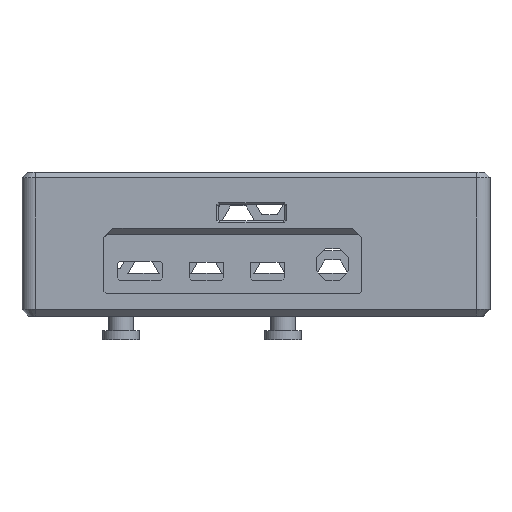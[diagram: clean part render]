
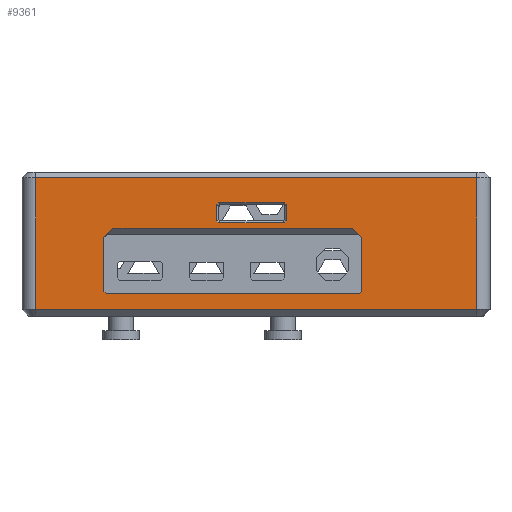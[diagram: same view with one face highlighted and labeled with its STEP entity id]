
A CAD part, front view. The second image highlights one B-rep face of the part: STEP entity #9361.
In plain terms, the highlighted planar face has unit normal (0, -1, 0).
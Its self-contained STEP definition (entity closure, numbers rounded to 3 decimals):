
#75=FACE_BOUND('',#1343,.T.);
#76=FACE_BOUND('',#1344,.T.);
#393=PLANE('',#9886);
#840=FACE_OUTER_BOUND('',#1342,.T.);
#1342=EDGE_LOOP('',(#7520,#7521,#7522,#7523));
#1343=EDGE_LOOP('',(#7524,#7525,#7526,#7527,#7528,#7529,#7530,#7531));
#1344=EDGE_LOOP('',(#7532,#7533,#7534,#7535,#7536,#7537,#7538,#7539));
#1819=LINE('',#12741,#3075);
#1869=LINE('',#12891,#3125);
#2412=LINE('',#14045,#3668);
#2415=LINE('',#14050,#3671);
#2418=LINE('',#14056,#3674);
#2422=LINE('',#14063,#3678);
#2424=LINE('',#14067,#3680);
#2426=LINE('',#14071,#3682);
#2428=LINE('',#14075,#3684);
#2430=LINE('',#14078,#3686);
#2431=LINE('',#14081,#3687);
#2432=LINE('',#14082,#3688);
#2433=LINE('',#14085,#3689);
#2434=LINE('',#14087,#3690);
#2435=LINE('',#14089,#3691);
#2436=LINE('',#14091,#3692);
#2437=LINE('',#14093,#3693);
#2438=LINE('',#14095,#3694);
#2439=LINE('',#14097,#3695);
#2440=LINE('',#14098,#3696);
#3075=VECTOR('',#10310,10.);
#3125=VECTOR('',#10438,27.);
#3668=VECTOR('',#11399,10.);
#3671=VECTOR('',#11404,10.);
#3674=VECTOR('',#11409,10.);
#3678=VECTOR('',#11415,10.);
#3680=VECTOR('',#11419,10.);
#3682=VECTOR('',#11423,10.);
#3684=VECTOR('',#11427,10.);
#3686=VECTOR('',#11431,10.);
#3687=VECTOR('',#11434,27.);
#3688=VECTOR('',#11435,98.);
#3689=VECTOR('',#11436,56.285);
#3690=VECTOR('',#11437,0.707);
#3691=VECTOR('',#11438,12.);
#3692=VECTOR('',#11439,2.828);
#3693=VECTOR('',#11440,53.285);
#3694=VECTOR('',#11441,2.828);
#3695=VECTOR('',#11442,12.);
#3696=VECTOR('',#11443,0.707);
#4398=VERTEX_POINT('',#12734);
#4400=VERTEX_POINT('',#12739);
#4461=VERTEX_POINT('',#12890);
#4862=VERTEX_POINT('',#14043);
#4863=VERTEX_POINT('',#14044);
#4864=VERTEX_POINT('',#14049);
#4866=VERTEX_POINT('',#14055);
#4868=VERTEX_POINT('',#14062);
#4869=VERTEX_POINT('',#14066);
#4870=VERTEX_POINT('',#14070);
#4871=VERTEX_POINT('',#14074);
#4872=VERTEX_POINT('',#14080);
#4873=VERTEX_POINT('',#14083);
#4874=VERTEX_POINT('',#14084);
#4875=VERTEX_POINT('',#14086);
#4876=VERTEX_POINT('',#14088);
#4877=VERTEX_POINT('',#14090);
#4878=VERTEX_POINT('',#14092);
#4879=VERTEX_POINT('',#14094);
#4880=VERTEX_POINT('',#14096);
#5275=EDGE_CURVE('',#4400,#4398,#1819,.T.);
#5351=EDGE_CURVE('',#4461,#4398,#1869,.T.);
#5907=EDGE_CURVE('',#4862,#4863,#2412,.T.);
#5910=EDGE_CURVE('',#4863,#4864,#2415,.T.);
#5913=EDGE_CURVE('',#4864,#4866,#2418,.T.);
#5917=EDGE_CURVE('',#4866,#4868,#2422,.T.);
#5919=EDGE_CURVE('',#4868,#4869,#2424,.T.);
#5921=EDGE_CURVE('',#4869,#4870,#2426,.T.);
#5923=EDGE_CURVE('',#4870,#4871,#2428,.T.);
#5925=EDGE_CURVE('',#4871,#4862,#2430,.T.);
#5926=EDGE_CURVE('',#4400,#4872,#2431,.F.);
#5927=EDGE_CURVE('',#4872,#4461,#2432,.T.);
#5928=EDGE_CURVE('',#4873,#4874,#2433,.T.);
#5929=EDGE_CURVE('',#4873,#4875,#2434,.F.);
#5930=EDGE_CURVE('',#4876,#4875,#2435,.T.);
#5931=EDGE_CURVE('',#4876,#4877,#2436,.F.);
#5932=EDGE_CURVE('',#4877,#4878,#2437,.T.);
#5933=EDGE_CURVE('',#4878,#4879,#2438,.F.);
#5934=EDGE_CURVE('',#4880,#4879,#2439,.T.);
#5935=EDGE_CURVE('',#4880,#4874,#2440,.F.);
#7520=ORIENTED_EDGE('',*,*,#5275,.F.);
#7521=ORIENTED_EDGE('',*,*,#5926,.T.);
#7522=ORIENTED_EDGE('',*,*,#5927,.T.);
#7523=ORIENTED_EDGE('',*,*,#5351,.T.);
#7524=ORIENTED_EDGE('',*,*,#5928,.F.);
#7525=ORIENTED_EDGE('',*,*,#5929,.T.);
#7526=ORIENTED_EDGE('',*,*,#5930,.F.);
#7527=ORIENTED_EDGE('',*,*,#5931,.T.);
#7528=ORIENTED_EDGE('',*,*,#5932,.T.);
#7529=ORIENTED_EDGE('',*,*,#5933,.T.);
#7530=ORIENTED_EDGE('',*,*,#5934,.F.);
#7531=ORIENTED_EDGE('',*,*,#5935,.T.);
#7532=ORIENTED_EDGE('',*,*,#5907,.F.);
#7533=ORIENTED_EDGE('',*,*,#5925,.F.);
#7534=ORIENTED_EDGE('',*,*,#5923,.F.);
#7535=ORIENTED_EDGE('',*,*,#5921,.F.);
#7536=ORIENTED_EDGE('',*,*,#5919,.F.);
#7537=ORIENTED_EDGE('',*,*,#5917,.F.);
#7538=ORIENTED_EDGE('',*,*,#5913,.F.);
#7539=ORIENTED_EDGE('',*,*,#5910,.F.);
#9361=ADVANCED_FACE('',(#840,#75,#76),#393,.F.);
#9886=AXIS2_PLACEMENT_3D('',#14079,#11432,#11433);
#10310=DIRECTION('',(-1.,0.,0.));
#10438=DIRECTION('',(0.,0.,-1.));
#11399=DIRECTION('',(0.,0.,1.));
#11404=DIRECTION('',(-0.707,0.,0.707));
#11409=DIRECTION('',(-1.,0.,0.));
#11415=DIRECTION('',(-0.707,0.,-0.707));
#11419=DIRECTION('',(0.,0.,-1.));
#11423=DIRECTION('',(0.707,0.,-0.707));
#11427=DIRECTION('',(1.,0.,0.));
#11431=DIRECTION('',(0.707,0.,0.707));
#11432=DIRECTION('center_axis',(0.,1.,0.));
#11433=DIRECTION('ref_axis',(-1.,0.,0.));
#11434=DIRECTION('',(0.,0.,-1.));
#11435=DIRECTION('',(-1.,0.,0.));
#11436=DIRECTION('',(1.,0.,0.));
#11437=DIRECTION('',(0.707,0.,-0.707));
#11438=DIRECTION('',(0.,0.,-1.));
#11439=DIRECTION('',(-0.707,0.,-0.707));
#11440=DIRECTION('',(1.,0.,0.));
#11441=DIRECTION('',(-0.707,0.,0.707));
#11442=DIRECTION('',(0.,0.,1.));
#11443=DIRECTION('',(0.707,0.,0.707));
#12734=CARTESIAN_POINT('',(-97.,-64.,-61.));
#12739=CARTESIAN_POINT('',(1.,-64.,-61.));
#12741=CARTESIAN_POINT('',(-90.75,-64.,-61.));
#12890=CARTESIAN_POINT('',(-97.,-64.,-31.75));
#12891=CARTESIAN_POINT('',(-97.,-64.,-31.75));
#14043=CARTESIAN_POINT('',(-41.235,-64.,-41.307));
#14044=CARTESIAN_POINT('',(-41.235,-64.,-37.693));
#14045=CARTESIAN_POINT('',(-41.235,-64.,-48.125));
#14049=CARTESIAN_POINT('',(-41.678,-64.,-37.25));
#14050=CARTESIAN_POINT('',(-50.835,-64.,-28.093));
#14055=CARTESIAN_POINT('',(-56.292,-64.,-37.25));
#14056=CARTESIAN_POINT('',(-78.118,-64.,-37.25));
#14062=CARTESIAN_POINT('',(-56.735,-64.,-37.693));
#14063=CARTESIAN_POINT('',(-72.642,-64.,-53.6));
#14066=CARTESIAN_POINT('',(-56.735,-64.,-41.307));
#14067=CARTESIAN_POINT('',(-56.735,-64.,-49.875));
#14070=CARTESIAN_POINT('',(-56.292,-64.,-41.75));
#14071=CARTESIAN_POINT('',(-63.142,-64.,-34.9));
#14074=CARTESIAN_POINT('',(-41.678,-64.,-41.75));
#14075=CARTESIAN_POINT('',(-70.868,-64.,-41.75));
#14078=CARTESIAN_POINT('',(-60.335,-64.,-60.407));
#14079=CARTESIAN_POINT('Origin',(-100.,-64.,-58.5));
#14080=CARTESIAN_POINT('',(1.,-64.,-31.75));
#14081=CARTESIAN_POINT('',(1.,-64.,-31.75));
#14082=CARTESIAN_POINT('',(1.,-64.,-31.75));
#14083=CARTESIAN_POINT('',(-81.285,-64.,-57.5));
#14084=CARTESIAN_POINT('',(-25.,-64.,-57.5));
#14085=CARTESIAN_POINT('',(-81.285,-64.,-57.5));
#14086=CARTESIAN_POINT('',(-81.785,-64.,-57.));
#14087=CARTESIAN_POINT('',(-81.785,-64.,-57.));
#14088=CARTESIAN_POINT('',(-81.785,-64.,-45.));
#14089=CARTESIAN_POINT('',(-81.785,-64.,-45.));
#14090=CARTESIAN_POINT('',(-79.785,-64.,-43.));
#14091=CARTESIAN_POINT('',(-79.785,-64.,-43.));
#14092=CARTESIAN_POINT('',(-26.5,-64.,-43.));
#14093=CARTESIAN_POINT('',(-79.785,-64.,-43.));
#14094=CARTESIAN_POINT('',(-24.5,-64.,-45.));
#14095=CARTESIAN_POINT('',(-24.5,-64.,-45.));
#14096=CARTESIAN_POINT('',(-24.5,-64.,-57.));
#14097=CARTESIAN_POINT('',(-24.5,-64.,-57.));
#14098=CARTESIAN_POINT('',(-25.,-64.,-57.5));
